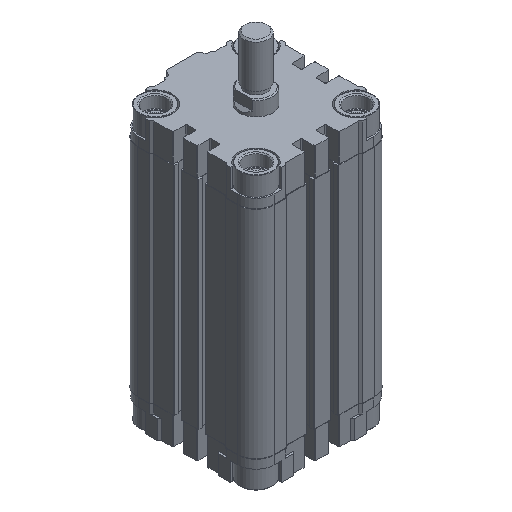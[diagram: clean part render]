
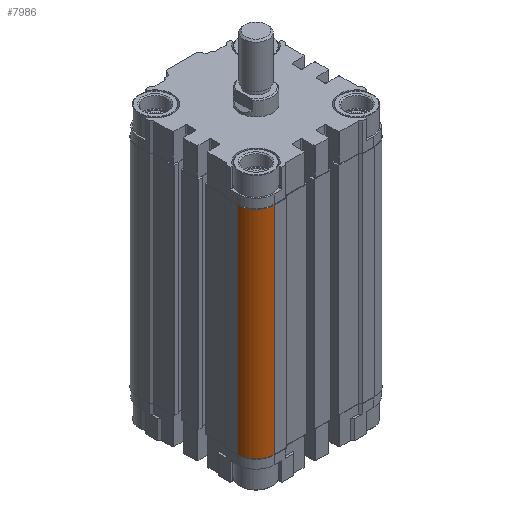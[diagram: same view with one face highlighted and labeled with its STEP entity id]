
A CAD part, isometric view. The second image highlights one B-rep face of the part: STEP entity #7986.
In plain terms, the highlighted cylindrical face has radius 9 mm (diameter 18 mm), a partial arc.
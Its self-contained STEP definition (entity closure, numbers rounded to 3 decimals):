
#155=CYLINDRICAL_SURFACE('',#8707,9.);
#648=FACE_OUTER_BOUND('',#1134,.T.);
#1134=EDGE_LOOP('',(#6933,#6934,#6935,#6936));
#1556=CIRCLE('',#8295,9.);
#1645=CIRCLE('',#8494,9.);
#2521=LINE('',#13330,#3257);
#2522=LINE('',#13332,#3258);
#3257=VECTOR('',#10766,107.5);
#3258=VECTOR('',#10769,107.5);
#3580=VERTEX_POINT('',#12026);
#3581=VERTEX_POINT('',#12028);
#3814=VERTEX_POINT('',#12726);
#3815=VERTEX_POINT('',#12728);
#4376=EDGE_CURVE('',#3581,#3580,#1556,.T.);
#4732=EDGE_CURVE('',#3814,#3815,#1645,.T.);
#5035=EDGE_CURVE('',#3815,#3580,#2521,.T.);
#5036=EDGE_CURVE('',#3814,#3581,#2522,.T.);
#6933=ORIENTED_EDGE('',*,*,#4376,.T.);
#6934=ORIENTED_EDGE('',*,*,#5035,.F.);
#6935=ORIENTED_EDGE('',*,*,#4732,.F.);
#6936=ORIENTED_EDGE('',*,*,#5036,.T.);
#7986=ADVANCED_FACE('',(#648),#155,.T.);
#8295=AXIS2_PLACEMENT_3D('',#12029,#9434,#9435);
#8494=AXIS2_PLACEMENT_3D('',#12729,#10099,#10100);
#8707=AXIS2_PLACEMENT_3D('',#13331,#10767,#10768);
#9434=DIRECTION('center_axis',(0.,0.,1.));
#9435=DIRECTION('ref_axis',(1.,0.,0.));
#10099=DIRECTION('center_axis',(0.,0.,1.));
#10100=DIRECTION('ref_axis',(1.,0.,0.));
#10766=DIRECTION('',(0.,0.,-1.));
#10767=DIRECTION('center_axis',(0.,0.,1.));
#10768=DIRECTION('ref_axis',(-1.,0.,0.));
#10769=DIRECTION('',(0.,0.,-1.));
#12026=CARTESIAN_POINT('',(-25.,-34.,6.));
#12028=CARTESIAN_POINT('',(-34.,-25.,6.));
#12029=CARTESIAN_POINT('Origin',(-25.,-25.,6.));
#12726=CARTESIAN_POINT('',(-34.,-25.,113.5));
#12728=CARTESIAN_POINT('',(-25.,-34.,113.5));
#12729=CARTESIAN_POINT('Origin',(-25.,-25.,113.5));
#13330=CARTESIAN_POINT('',(-25.,-34.,113.5));
#13331=CARTESIAN_POINT('Origin',(-25.,-25.,113.5));
#13332=CARTESIAN_POINT('',(-34.,-25.,113.5));
